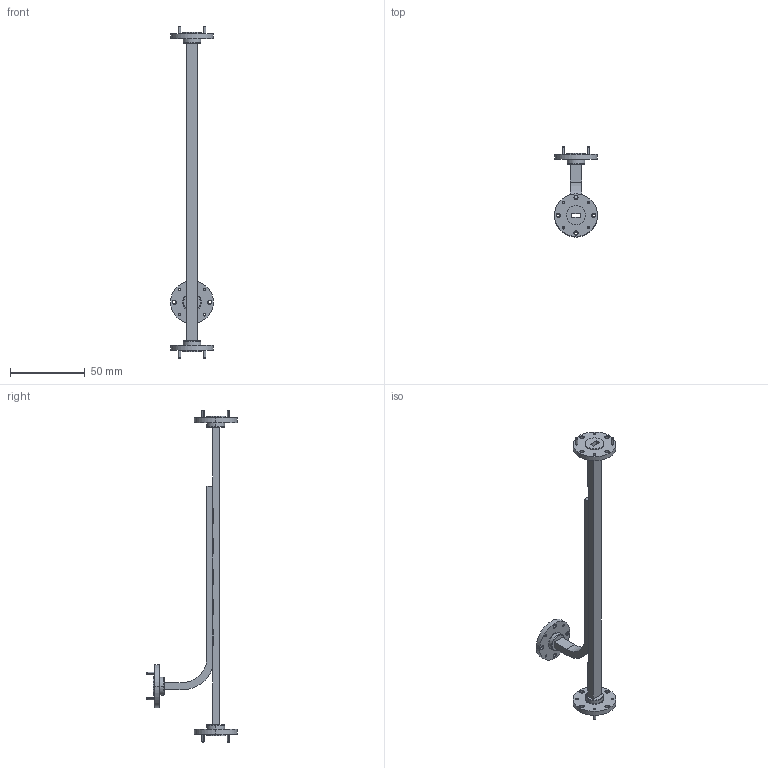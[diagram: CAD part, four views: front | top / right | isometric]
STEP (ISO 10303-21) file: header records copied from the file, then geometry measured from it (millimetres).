
FILE_DESCRIPTION (( 'STEP AP214' ), '1' );
FILE_NAME ('FMWCP1079-10_3D.step', '2024-07-12T21:22:46', ( '' ), ( '' ), 'SwSTEP 2.0', 'SolidWorks 2022', '' );
FILE_SCHEMA (( 'AUTOMOTIVE_DESIGN' ));
Length unit declared in the file: inch
Products named in the file (1): FMWCP1079-10_3D
Bounding box: 28.57 x 60.26 x 222 mm (x, y, z)
Volume: 13379.4 mm3; surface area: 18602.7 mm2
Topology: 1 solids, 1 shells, 278 faces, 662 edges, 432 vertices
Faces by surface type: cylinder 130, plane 124, torus 12, cone 12
Entity records: 8234 total; most frequent: DIRECTION 1516, CARTESIAN_POINT 1373, ORIENTED_EDGE 1324, EDGE_CURVE 662, AXIS2_PLACEMENT_3D 575, VERTEX_POINT 432, VECTOR 366, LINE 366
